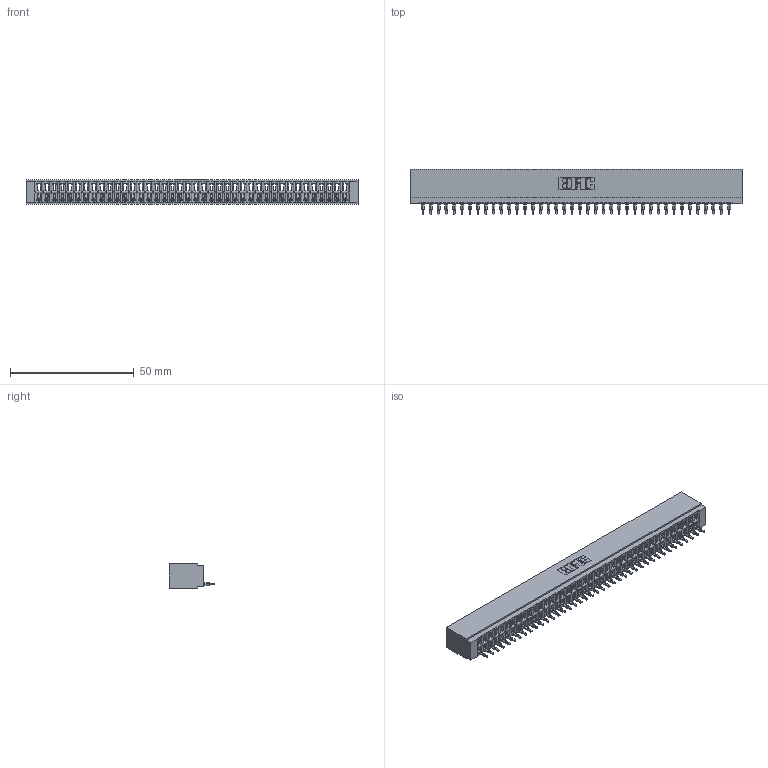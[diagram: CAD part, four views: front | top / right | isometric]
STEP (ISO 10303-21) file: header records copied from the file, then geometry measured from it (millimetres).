
FILE_DESCRIPTION (( 'STEP AP203' ), '1' );
FILE_NAME ('726-040-520-101.STEP', '2020-05-28T06:35:01', ( '' ), ( '' ), 'SwSTEP 2.0', 'SolidWorks 2020', '' );
FILE_SCHEMA (( 'CONFIG_CONTROL_DESIGN' ));
Length unit declared in the file: inch
Products named in the file (3): 726-040-520-101; 746-292-001_520; 726 Part_.515 Slot Depth - 01
Assembly tree (41 placements, depth 2):
  726-040-520-101
    726 Part_.515 Slot Depth - 01
    746-292-001_520  x40
Bounding box: 134.24 x 18.4 x 9.91 mm (x, y, z)
Volume: 11937.7 mm3; surface area: 17910.7 mm2
Topology: 41 solids, 41 shells, 4417 faces, 12543 edges, 8055 vertices
Faces by surface type: plane 2575, cylinder 802, bspline 800, torus 240
Entity records: 60731 total; most frequent: CARTESIAN_POINT 12305, ORIENTED_EDGE 10656, DIRECTION 8820, EDGE_CURVE 5328, VECTOR 4744, LINE 4744, VERTEX_POINT 3531, AXIS2_PLACEMENT_3D 2038
